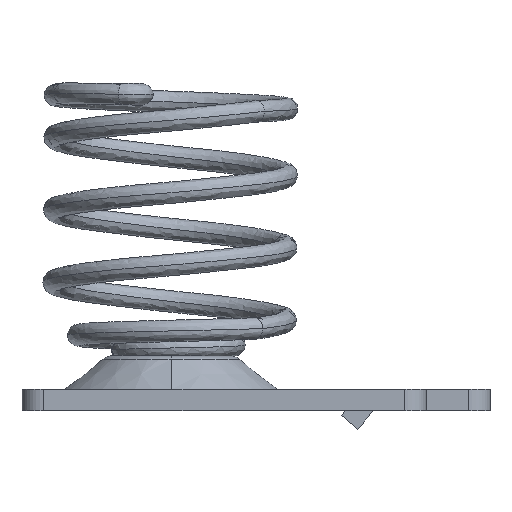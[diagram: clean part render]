
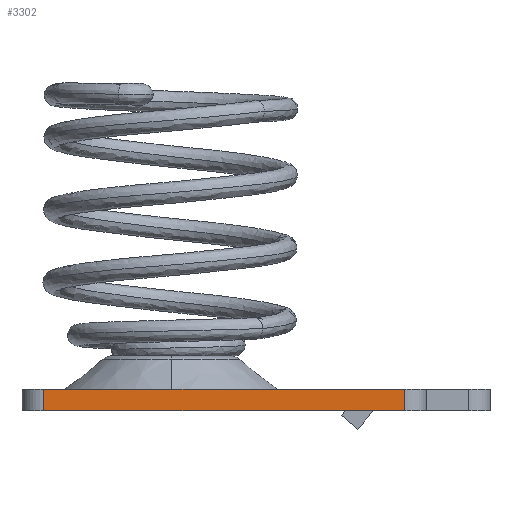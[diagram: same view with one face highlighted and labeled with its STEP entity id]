
A CAD part, left-side view. The second image highlights one B-rep face of the part: STEP entity #3302.
In plain terms, the highlighted planar face has unit normal (-1, 0, 0).
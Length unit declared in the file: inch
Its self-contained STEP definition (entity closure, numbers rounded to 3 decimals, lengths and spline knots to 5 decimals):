
#78 = LINE ( 'NONE', #653, #3169 ) ;
#386 = VERTEX_POINT ( 'NONE', #5113 ) ;
#398 = CARTESIAN_POINT ( 'NONE',  ( -0.36215, 0.17252, -0.01539 ) ) ;
#450 = VERTEX_POINT ( 'NONE', #2681 ) ;
#485 = DIRECTION ( 'NONE',  ( 0., -1., 0. ) ) ;
#637 = LINE ( 'NONE', #5067, #1777 ) ;
#653 = CARTESIAN_POINT ( 'NONE',  ( -0.36215, -0.16148, -0.01539 ) ) ;
#811 = EDGE_CURVE ( 'NONE', #2456, #5371, #2714, .T. ) ;
#895 = DIRECTION ( 'NONE',  ( 0., 1., 0. ) ) ;
#982 = EDGE_CURVE ( 'NONE', #386, #450, #5910, .T. ) ;
#1265 = CARTESIAN_POINT ( 'NONE',  ( -0.36215, 0.17252, -0.01539 ) ) ;
#1391 = VECTOR ( 'NONE', #3447, 39.37008 ) ;
#1539 = CARTESIAN_POINT ( 'NONE',  ( -0.36215, -0.16148, -0.01539 ) ) ;
#1603 = EDGE_CURVE ( 'NONE', #5371, #450, #78, .T. ) ;
#1738 = ORIENTED_EDGE ( 'NONE', *, *, #4400, .T. ) ;
#1764 = EDGE_LOOP ( 'NONE', ( #6184, #4669, #2508, #1738 ) ) ;
#1777 = VECTOR ( 'NONE', #4048, 39.37008 ) ;
#2093 = VECTOR ( 'NONE', #485, 39.37008 ) ;
#2456 = VERTEX_POINT ( 'NONE', #1265 ) ;
#2508 = ORIENTED_EDGE ( 'NONE', *, *, #811, .F. ) ;
#2681 = CARTESIAN_POINT ( 'NONE',  ( -0.36215, -0.16148, -0.03539 ) ) ;
#2714 = LINE ( 'NONE', #6434, #1391 ) ;
#2833 = PLANE ( 'NONE',  #5199 ) ;
#3169 = VECTOR ( 'NONE', #4133, 39.37008 ) ;
#3302 = ADVANCED_FACE ( 'NONE', ( #5720 ), #2833, .F. ) ;
#3446 = CARTESIAN_POINT ( 'NONE',  ( -0.36215, 0.17252, -0.03539 ) ) ;
#3447 = DIRECTION ( 'NONE',  ( 0., -1., 0. ) ) ;
#3872 = DIRECTION ( 'NONE',  ( 1., 0., 0. ) ) ;
#4048 = DIRECTION ( 'NONE',  ( 0., 0., -1. ) ) ;
#4133 = DIRECTION ( 'NONE',  ( 0., 0., -1. ) ) ;
#4400 = EDGE_CURVE ( 'NONE', #2456, #386, #637, .T. ) ;
#4669 = ORIENTED_EDGE ( 'NONE', *, *, #1603, .F. ) ;
#5067 = CARTESIAN_POINT ( 'NONE',  ( -0.36215, 0.17252, -0.01539 ) ) ;
#5113 = CARTESIAN_POINT ( 'NONE',  ( -0.36215, 0.17252, -0.03539 ) ) ;
#5199 = AXIS2_PLACEMENT_3D ( 'NONE', #398, #3872, #895 ) ;
#5371 = VERTEX_POINT ( 'NONE', #1539 ) ;
#5720 = FACE_OUTER_BOUND ( 'NONE', #1764, .T. ) ;
#5910 = LINE ( 'NONE', #3446, #2093 ) ;
#6184 = ORIENTED_EDGE ( 'NONE', *, *, #982, .T. ) ;
#6434 = CARTESIAN_POINT ( 'NONE',  ( -0.36215, 0.17252, -0.01539 ) ) ;
